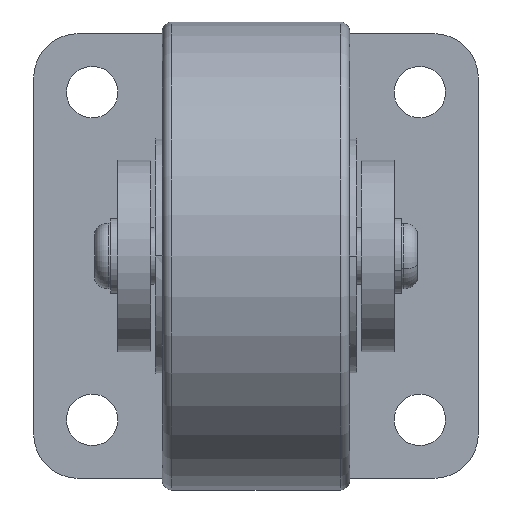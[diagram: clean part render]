
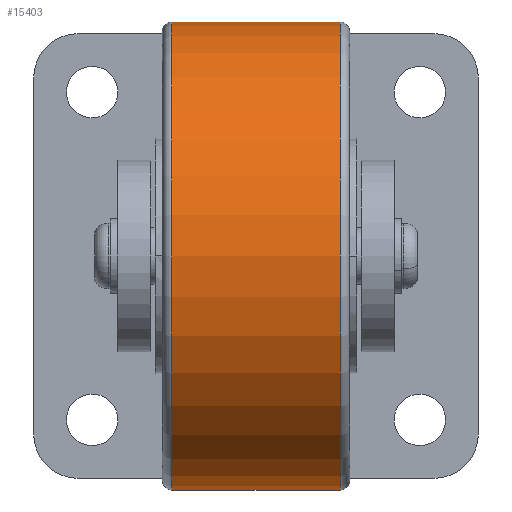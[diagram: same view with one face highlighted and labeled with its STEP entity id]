
A CAD part, front view. The second image highlights one B-rep face of the part: STEP entity #15403.
In plain terms, the highlighted cylindrical face has radius 50 mm (diameter 100 mm), a partial arc.
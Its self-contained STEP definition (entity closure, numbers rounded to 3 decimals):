
#1782 = AXIS2_PLACEMENT_3D ( 'NONE', #16796, #31229, #9791 ) ;
#3081 = VERTEX_POINT ( 'NONE', #32419 ) ;
#3950 = CARTESIAN_POINT ( 'NONE',  ( 18., -80.5, 50. ) ) ;
#6171 = CARTESIAN_POINT ( 'NONE',  ( -42.335, -80.5, 50. ) ) ;
#6977 = FACE_OUTER_BOUND ( 'NONE', #23678, .T. ) ;
#7583 = CARTESIAN_POINT ( 'NONE',  ( -18., -80.5, 0. ) ) ;
#8029 = EDGE_CURVE ( 'NONE', #36936, #3081, #36200, .T. ) ;
#9791 = DIRECTION ( 'NONE',  ( 0., 0., 1. ) ) ;
#11184 = DIRECTION ( 'NONE',  ( 0., 0., -1. ) ) ;
#13396 = CARTESIAN_POINT ( 'NONE',  ( 18., -80.5, -50. ) ) ;
#15346 = CYLINDRICAL_SURFACE ( 'NONE', #1782, 50. ) ;
#15403 = ADVANCED_FACE ( 'NONE', ( #6977 ), #15346, .T. ) ;
#16144 = CIRCLE ( 'NONE', #26816, 50. ) ;
#16660 = EDGE_CURVE ( 'NONE', #41074, #21452, #31023, .T. ) ;
#16796 = CARTESIAN_POINT ( 'NONE',  ( -42.335, -80.5, 0. ) ) ;
#17672 = ORIENTED_EDGE ( 'NONE', *, *, #26467, .T. ) ;
#17901 = AXIS2_PLACEMENT_3D ( 'NONE', #41340, #19860, #44967 ) ;
#19860 = DIRECTION ( 'NONE',  ( -1., 0., 0. ) ) ;
#21442 = VECTOR ( 'NONE', #23194, 1000. ) ;
#21452 = VERTEX_POINT ( 'NONE', #37253 ) ;
#22614 = EDGE_CURVE ( 'NONE', #3081, #21452, #16144, .T. ) ;
#23194 = DIRECTION ( 'NONE',  ( -1., 0., 0. ) ) ;
#23678 = EDGE_LOOP ( 'NONE', ( #31554, #17672, #36992, #45842 ) ) ;
#26467 = EDGE_CURVE ( 'NONE', #41074, #36936, #31165, .T. ) ;
#26816 = AXIS2_PLACEMENT_3D ( 'NONE', #7583, #32660, #11184 ) ;
#30273 = CARTESIAN_POINT ( 'NONE',  ( -42.335, -80.5, -50. ) ) ;
#31023 = LINE ( 'NONE', #30273, #21442 ) ;
#31165 = CIRCLE ( 'NONE', #17901, 50. ) ;
#31199 = DIRECTION ( 'NONE',  ( -1., 0., 0. ) ) ;
#31229 = DIRECTION ( 'NONE',  ( -1., 0., 0. ) ) ;
#31554 = ORIENTED_EDGE ( 'NONE', *, *, #16660, .F. ) ;
#32419 = CARTESIAN_POINT ( 'NONE',  ( -18., -80.5, 50. ) ) ;
#32660 = DIRECTION ( 'NONE',  ( 1., 0., 0. ) ) ;
#32856 = VECTOR ( 'NONE', #31199, 1000. ) ;
#36200 = LINE ( 'NONE', #6171, #32856 ) ;
#36936 = VERTEX_POINT ( 'NONE', #3950 ) ;
#36992 = ORIENTED_EDGE ( 'NONE', *, *, #8029, .T. ) ;
#37253 = CARTESIAN_POINT ( 'NONE',  ( -18., -80.5, -50. ) ) ;
#41074 = VERTEX_POINT ( 'NONE', #13396 ) ;
#41340 = CARTESIAN_POINT ( 'NONE',  ( 18., -80.5, 0. ) ) ;
#44967 = DIRECTION ( 'NONE',  ( 0., 0., 1. ) ) ;
#45842 = ORIENTED_EDGE ( 'NONE', *, *, #22614, .T. ) ;
